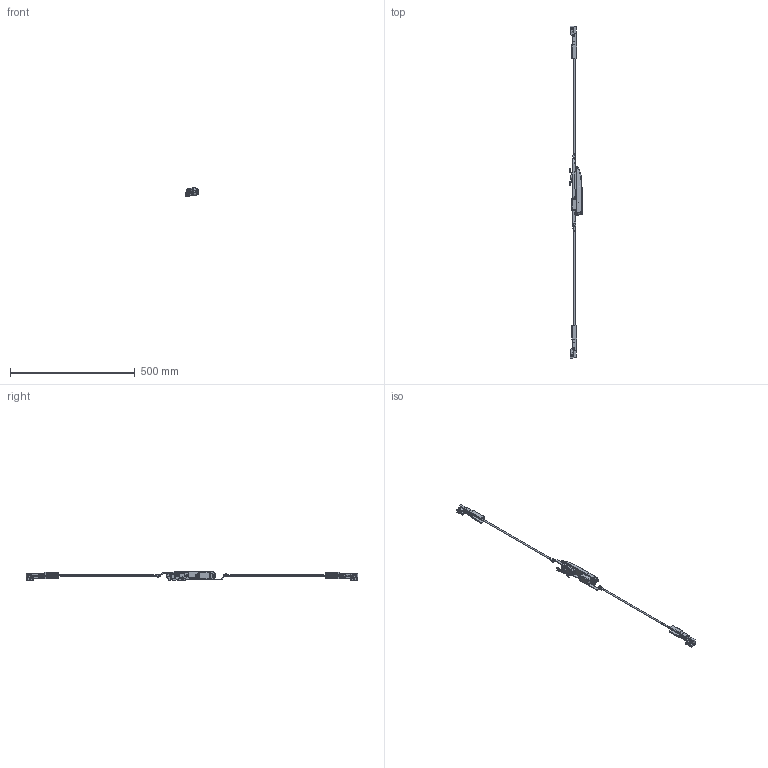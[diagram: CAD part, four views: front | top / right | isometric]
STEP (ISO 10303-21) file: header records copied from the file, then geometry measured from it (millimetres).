
FILE_DESCRIPTION (( 'STEP AP203' ), '1' );
FILE_NAME ('sone3D.STEP', '2013-07-19T00:24:26', ( '' ), ( '' ), 'SwSTEP 2.0', 'SolidWorks 2012', '' );
FILE_SCHEMA (( 'CONFIG_CONTROL_DESIGN' ));
Length unit declared in the file: millimetre
Products named in the file (27): A-413儘乕儔乕僷乕僣A_; A-413儘乕儔乕僷乕僣B_; A-413ローラー_; A-413ケース_; A-413ラック上_; A-413スライドバー_; A-413ギアボックス_; A-413防水キャップ_; A-413防水裏パッキン_; A-413パッキン_; TAK60_公開用_TAK60-2-4; A-413僔儕儞僟乕働乕僗_; A-413回転カム_; A-413ハンドル軸_; A-413ハンドルレバー_; A-413本体_; sone3D; 廫帤寠晅側傋偹偠M5_M5亊22; 廫帤寠晅側傋偹偠M5_M5 x 10; 廫帤寠晅嶮偹偠M5_M5亊18; 廫帤寠晅側傋偹偠M5_M5亊14; A-413スリーブ_; A-462-1-1受け_; A-413ローラー受け_; A-432-C下_; A-432-C_; A-413儘僢僪__A-462-C-R_
Assembly tree (35 placements, depth 3):
  sone3D
    A-413本体_
    A-413ハンドルレバー_
    A-413ハンドル軸_
    A-413回転カム_
    A-413僔儕儞僟乕働乕僗_
    TAK60_公開用_TAK60-2-4
    A-413パッキン_
    A-413防水裏パッキン_
    A-413防水キャップ_
    A-413ギアボックス_  x2
    A-413スライドバー_
    A-413ラック上_
    A-432-C_
      A-413ケース_
      A-413ローラー_
      A-413儘乕儔乕僷乕僣B_
      A-413儘乕儔乕僷乕僣A_
      A-413儘僢僪__A-462-C-R_
    A-432-C下_
      A-413ケース_
      A-413儘僢僪__A-462-C-R_
      A-413儘乕儔乕僷乕僣A_
      A-413儘乕儔乕僷乕僣B_
      A-413ローラー_
    A-413ローラー受け_  x2
    A-462-1-1受け_
    A-413スリーブ_  x2
    廫帤寠晅側傋偹偠M5_M5亊14  x2
    廫帤寠晅嶮偹偠M5_M5亊18
    廫帤寠晅側傋偹偠M5_M5 x 10
    廫帤寠晅側傋偹偠M5_M5亊22
Bounding box: 50.4 x 1332 x 36.8 mm (x, y, z)
Volume: 213967.2 mm3; surface area: 158503.2 mm2
Topology: 33 solids, 33 shells, 1073 faces, 2750 edges, 1770 vertices
Faces by surface type: plane 530, cylinder 419, cone 46, bspline 30, sphere 24, torus 24
Entity records: 30672 total; most frequent: CARTESIAN_POINT 7374, DIRECTION 4334, ORIENTED_EDGE 4142, EDGE_CURVE 2071, AXIS2_PLACEMENT_3D 1606, VERTEX_POINT 1344, LINE 1122, VECTOR 1122
